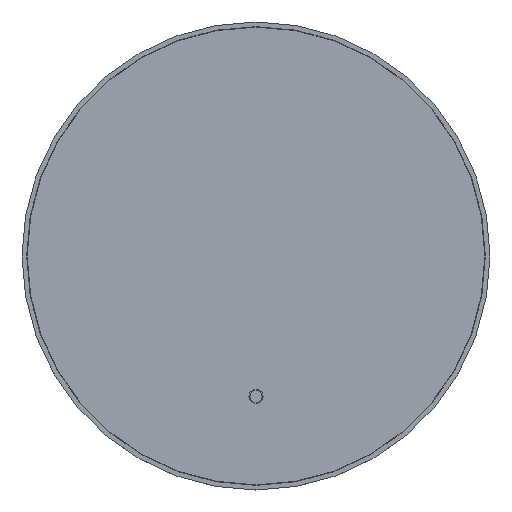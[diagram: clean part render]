
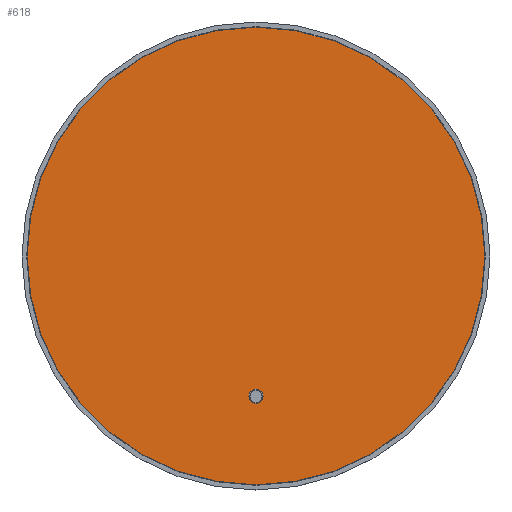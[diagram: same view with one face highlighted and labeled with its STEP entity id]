
A CAD part, top view. The second image highlights one B-rep face of the part: STEP entity #618.
In plain terms, the highlighted planar face has unit normal (0, 0, 1).
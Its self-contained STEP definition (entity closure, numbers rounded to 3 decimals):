
#259 = AXIS2_PLACEMENT_3D ( 'NONE', #1566, #1866, #2106 ) ;
#377 = PLANE ( 'NONE',  #2070 ) ;
#441 = EDGE_CURVE ( 'NONE', #3369, #2584, #584, .T. ) ;
#528 = VERTEX_POINT ( 'NONE', #2994 ) ;
#535 = DIRECTION ( 'NONE',  ( 1., 0., 0. ) ) ;
#552 = CARTESIAN_POINT ( 'NONE',  ( 0., -150., 4. ) ) ;
#584 = CIRCLE ( 'NONE', #798, 7.5 ) ;
#618 = ADVANCED_FACE ( 'NONE', ( #1691, #2745 ), #377, .T. ) ;
#726 = CARTESIAN_POINT ( 'NONE',  ( 0., 0., 4. ) ) ;
#795 = DIRECTION ( 'NONE',  ( 0., 0., 1. ) ) ;
#798 = AXIS2_PLACEMENT_3D ( 'NONE', #3257, #1591, #1885 ) ;
#829 = DIRECTION ( 'NONE',  ( 1., 0., 0. ) ) ;
#923 = CARTESIAN_POINT ( 'NONE',  ( 244.5, 0., 4. ) ) ;
#1070 = CARTESIAN_POINT ( 'NONE',  ( 7.5, -150., 4. ) ) ;
#1166 = DIRECTION ( 'NONE',  ( 0., 0., 1. ) ) ;
#1198 = ORIENTED_EDGE ( 'NONE', *, *, #2973, .T. ) ;
#1428 = CARTESIAN_POINT ( 'NONE',  ( 0., 0., 4. ) ) ;
#1466 = ORIENTED_EDGE ( 'NONE', *, *, #3207, .F. ) ;
#1566 = CARTESIAN_POINT ( 'NONE',  ( 0., 0., 4. ) ) ;
#1572 = EDGE_CURVE ( 'NONE', #2485, #528, #3247, .T. ) ;
#1591 = DIRECTION ( 'NONE',  ( 0., 0., 1. ) ) ;
#1691 = FACE_BOUND ( 'NONE', #1912, .T. ) ;
#1850 = DIRECTION ( 'NONE',  ( 0., 0., 1. ) ) ;
#1866 = DIRECTION ( 'NONE',  ( 0., 0., 1. ) ) ;
#1885 = DIRECTION ( 'NONE',  ( 1., 0., 0. ) ) ;
#1912 = EDGE_LOOP ( 'NONE', ( #2042, #1466 ) ) ;
#1982 = DIRECTION ( 'NONE',  ( 1., 0., 0. ) ) ;
#2042 = ORIENTED_EDGE ( 'NONE', *, *, #441, .F. ) ;
#2070 = AXIS2_PLACEMENT_3D ( 'NONE', #1428, #1166, #1982 ) ;
#2106 = DIRECTION ( 'NONE',  ( 1., 0., 0. ) ) ;
#2196 = AXIS2_PLACEMENT_3D ( 'NONE', #552, #1850, #535 ) ;
#2485 = VERTEX_POINT ( 'NONE', #923 ) ;
#2584 = VERTEX_POINT ( 'NONE', #3431 ) ;
#2689 = CIRCLE ( 'NONE', #3299, 244.5 ) ;
#2745 = FACE_OUTER_BOUND ( 'NONE', #2881, .T. ) ;
#2799 = ORIENTED_EDGE ( 'NONE', *, *, #1572, .T. ) ;
#2881 = EDGE_LOOP ( 'NONE', ( #1198, #2799 ) ) ;
#2973 = EDGE_CURVE ( 'NONE', #528, #2485, #2689, .T. ) ;
#2994 = CARTESIAN_POINT ( 'NONE',  ( -244.5, 0., 4. ) ) ;
#3190 = CIRCLE ( 'NONE', #2196, 7.5 ) ;
#3207 = EDGE_CURVE ( 'NONE', #2584, #3369, #3190, .T. ) ;
#3247 = CIRCLE ( 'NONE', #259, 244.5 ) ;
#3257 = CARTESIAN_POINT ( 'NONE',  ( 0., -150., 4. ) ) ;
#3299 = AXIS2_PLACEMENT_3D ( 'NONE', #726, #795, #829 ) ;
#3369 = VERTEX_POINT ( 'NONE', #1070 ) ;
#3431 = CARTESIAN_POINT ( 'NONE',  ( -7.5, -150., 4. ) ) ;
